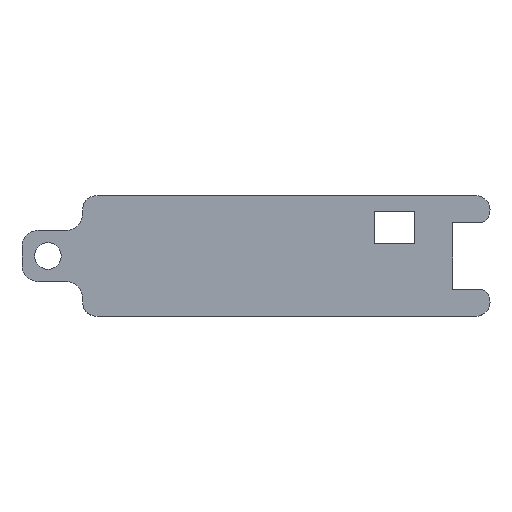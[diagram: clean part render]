
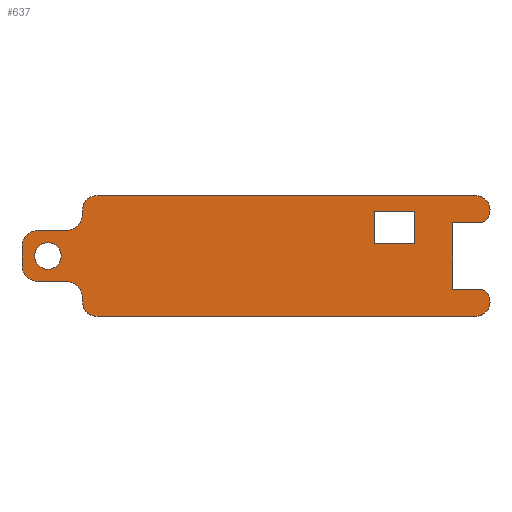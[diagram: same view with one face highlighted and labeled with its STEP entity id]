
A CAD part, top view. The second image highlights one B-rep face of the part: STEP entity #637.
In plain terms, the highlighted planar face has unit normal (0, 0, 1).
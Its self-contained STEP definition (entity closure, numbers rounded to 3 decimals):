
#28=FACE_BOUND('',#74,.T.);
#29=FACE_BOUND('',#75,.T.);
#36=FACE_OUTER_BOUND('',#73,.T.);
#73=EDGE_LOOP('',(#427,#428,#429,#430,#431,#432,#433,#434,#435,#436,#437,
#438,#439,#440,#441,#442,#443,#444));
#74=EDGE_LOOP('',(#445));
#75=EDGE_LOOP('',(#446,#447,#448,#449));
#118=LINE('',#964,#179);
#119=LINE('',#968,#180);
#120=LINE('',#972,#181);
#121=LINE('',#976,#182);
#122=LINE('',#978,#183);
#123=LINE('',#980,#184);
#124=LINE('',#984,#185);
#125=LINE('',#988,#186);
#126=LINE('',#992,#187);
#127=LINE('',#995,#188);
#128=LINE('',#1000,#189);
#129=LINE('',#1002,#190);
#130=LINE('',#1004,#191);
#131=LINE('',#1005,#192);
#179=VECTOR('',#763,10.);
#180=VECTOR('',#766,10.);
#181=VECTOR('',#769,10.);
#182=VECTOR('',#772,10.);
#183=VECTOR('',#773,10.);
#184=VECTOR('',#774,10.);
#185=VECTOR('',#777,10.);
#186=VECTOR('',#780,10.);
#187=VECTOR('',#783,10.);
#188=VECTOR('',#786,10.);
#189=VECTOR('',#789,10.);
#190=VECTOR('',#790,10.);
#191=VECTOR('',#791,10.);
#192=VECTOR('',#792,10.);
#240=CIRCLE('',#689,2.);
#241=CIRCLE('',#690,2.);
#242=CIRCLE('',#691,1.8);
#243=CIRCLE('',#692,1.8);
#244=CIRCLE('',#693,1.8);
#245=CIRCLE('',#694,1.8);
#246=CIRCLE('',#695,2.);
#247=CIRCLE('',#696,2.);
#248=CIRCLE('',#697,1.651);
#272=VERTEX_POINT('',#960);
#273=VERTEX_POINT('',#961);
#274=VERTEX_POINT('',#963);
#275=VERTEX_POINT('',#965);
#276=VERTEX_POINT('',#967);
#277=VERTEX_POINT('',#969);
#278=VERTEX_POINT('',#971);
#279=VERTEX_POINT('',#973);
#280=VERTEX_POINT('',#975);
#281=VERTEX_POINT('',#977);
#282=VERTEX_POINT('',#979);
#283=VERTEX_POINT('',#981);
#284=VERTEX_POINT('',#983);
#285=VERTEX_POINT('',#985);
#286=VERTEX_POINT('',#987);
#287=VERTEX_POINT('',#989);
#288=VERTEX_POINT('',#991);
#289=VERTEX_POINT('',#993);
#290=VERTEX_POINT('',#996);
#291=VERTEX_POINT('',#998);
#292=VERTEX_POINT('',#999);
#293=VERTEX_POINT('',#1001);
#294=VERTEX_POINT('',#1003);
#334=EDGE_CURVE('',#272,#273,#240,.T.);
#335=EDGE_CURVE('',#273,#274,#118,.T.);
#336=EDGE_CURVE('',#274,#275,#241,.T.);
#337=EDGE_CURVE('',#275,#276,#119,.T.);
#338=EDGE_CURVE('',#276,#277,#242,.T.);
#339=EDGE_CURVE('',#277,#278,#120,.T.);
#340=EDGE_CURVE('',#278,#279,#243,.T.);
#341=EDGE_CURVE('',#279,#280,#121,.T.);
#342=EDGE_CURVE('',#280,#281,#122,.T.);
#343=EDGE_CURVE('',#281,#282,#123,.T.);
#344=EDGE_CURVE('',#282,#283,#244,.T.);
#345=EDGE_CURVE('',#283,#284,#124,.T.);
#346=EDGE_CURVE('',#284,#285,#245,.T.);
#347=EDGE_CURVE('',#285,#286,#125,.T.);
#348=EDGE_CURVE('',#286,#287,#246,.T.);
#349=EDGE_CURVE('',#287,#288,#126,.T.);
#350=EDGE_CURVE('',#288,#289,#247,.T.);
#351=EDGE_CURVE('',#289,#272,#127,.T.);
#352=EDGE_CURVE('',#290,#290,#248,.T.);
#353=EDGE_CURVE('',#291,#292,#128,.T.);
#354=EDGE_CURVE('',#292,#293,#129,.T.);
#355=EDGE_CURVE('',#293,#294,#130,.T.);
#356=EDGE_CURVE('',#294,#291,#131,.T.);
#427=ORIENTED_EDGE('',*,*,#334,.T.);
#428=ORIENTED_EDGE('',*,*,#335,.T.);
#429=ORIENTED_EDGE('',*,*,#336,.T.);
#430=ORIENTED_EDGE('',*,*,#337,.T.);
#431=ORIENTED_EDGE('',*,*,#338,.T.);
#432=ORIENTED_EDGE('',*,*,#339,.T.);
#433=ORIENTED_EDGE('',*,*,#340,.T.);
#434=ORIENTED_EDGE('',*,*,#341,.T.);
#435=ORIENTED_EDGE('',*,*,#342,.T.);
#436=ORIENTED_EDGE('',*,*,#343,.T.);
#437=ORIENTED_EDGE('',*,*,#344,.T.);
#438=ORIENTED_EDGE('',*,*,#345,.T.);
#439=ORIENTED_EDGE('',*,*,#346,.T.);
#440=ORIENTED_EDGE('',*,*,#347,.T.);
#441=ORIENTED_EDGE('',*,*,#348,.T.);
#442=ORIENTED_EDGE('',*,*,#349,.T.);
#443=ORIENTED_EDGE('',*,*,#350,.T.);
#444=ORIENTED_EDGE('',*,*,#351,.T.);
#445=ORIENTED_EDGE('',*,*,#352,.T.);
#446=ORIENTED_EDGE('',*,*,#353,.T.);
#447=ORIENTED_EDGE('',*,*,#354,.T.);
#448=ORIENTED_EDGE('',*,*,#355,.T.);
#449=ORIENTED_EDGE('',*,*,#356,.T.);
#613=PLANE('',#688);
#637=ADVANCED_FACE('',(#36,#28,#29),#613,.T.);
#688=AXIS2_PLACEMENT_3D('',#959,#759,#760);
#689=AXIS2_PLACEMENT_3D('',#962,#761,#762);
#690=AXIS2_PLACEMENT_3D('',#966,#764,#765);
#691=AXIS2_PLACEMENT_3D('',#970,#767,#768);
#692=AXIS2_PLACEMENT_3D('',#974,#770,#771);
#693=AXIS2_PLACEMENT_3D('',#982,#775,#776);
#694=AXIS2_PLACEMENT_3D('',#986,#778,#779);
#695=AXIS2_PLACEMENT_3D('',#990,#781,#782);
#696=AXIS2_PLACEMENT_3D('',#994,#784,#785);
#697=AXIS2_PLACEMENT_3D('',#997,#787,#788);
#759=DIRECTION('center_axis',(0.,0.,
1.));
#760=DIRECTION('ref_axis',(-1.,0.,0.));
#761=DIRECTION('center_axis',(0.,0.,
1.));
#762=DIRECTION('ref_axis',(-0.707,-0.707,0.));
#763=DIRECTION('',(1.,0.,0.));
#764=DIRECTION('center_axis',(0.,0.,
-1.));
#765=DIRECTION('ref_axis',(0.707,0.707,0.));
#766=DIRECTION('',(0.,-1.,0.));
#767=DIRECTION('center_axis',(0.,0.,
1.));
#768=DIRECTION('ref_axis',(-1.,0.,0.));
#769=DIRECTION('',(1.,0.,0.));
#770=DIRECTION('center_axis',(0.,0.,
1.));
#771=DIRECTION('ref_axis',(-1.,0.,0.));
#772=DIRECTION('',(-1.,0.,0.));
#773=DIRECTION('',(0.,1.,0.));
#774=DIRECTION('',(1.,0.,0.));
#775=DIRECTION('center_axis',(0.,0.,
1.));
#776=DIRECTION('ref_axis',(-1.,0.,0.));
#777=DIRECTION('',(-1.,0.,0.));
#778=DIRECTION('center_axis',(0.,0.,
1.));
#779=DIRECTION('ref_axis',(-1.,0.,0.));
#780=DIRECTION('',(0.,-1.,0.));
#781=DIRECTION('center_axis',(0.,0.,
-1.));
#782=DIRECTION('ref_axis',(0.707,-0.707,0.));
#783=DIRECTION('',(-1.,0.,0.));
#784=DIRECTION('center_axis',(0.,0.,
1.));
#785=DIRECTION('ref_axis',(-0.707,0.707,0.));
#786=DIRECTION('',(0.,-1.,0.));
#787=DIRECTION('center_axis',(0.,0.,
-1.));
#788=DIRECTION('ref_axis',(-1.,0.,0.));
#789=DIRECTION('',(-1.,0.,0.));
#790=DIRECTION('',(0.,1.,0.));
#791=DIRECTION('',(1.,0.,0.));
#792=DIRECTION('',(0.,-1.,0.));
#959=CARTESIAN_POINT('Origin',(64.375,0.,-8.));
#960=CARTESIAN_POINT('',(31.561,-1.174,-8.));
#961=CARTESIAN_POINT('',(33.561,-3.174,-8.));
#962=CARTESIAN_POINT('Origin',(33.561,-1.174,-8.));
#963=CARTESIAN_POINT('',(37.075,-3.174,-8.));
#964=CARTESIAN_POINT('',(31.561,-3.174,-8.));
#965=CARTESIAN_POINT('',(39.075,-5.174,-8.));
#966=CARTESIAN_POINT('Origin',(37.075,-5.174,-8.));
#967=CARTESIAN_POINT('',(39.075,-5.7,-8.));
#968=CARTESIAN_POINT('',(39.075,-7.5,-8.));
#969=CARTESIAN_POINT('',(40.875,-7.5,-8.));
#970=CARTESIAN_POINT('Origin',(40.875,-5.7,-8.));
#971=CARTESIAN_POINT('',(87.875,-7.5,-8.));
#972=CARTESIAN_POINT('',(89.675,-7.5,-8.));
#973=CARTESIAN_POINT('',(88.801,-4.157,-8.));
#974=CARTESIAN_POINT('Origin',(87.875,-5.7,-8.));
#975=CARTESIAN_POINT('',(85.052,-4.157,-8.));
#976=CARTESIAN_POINT('',(85.052,-4.157,-8.));
#977=CARTESIAN_POINT('',(85.052,4.157,-8.));
#978=CARTESIAN_POINT('',(85.052,4.157,-8.));
#979=CARTESIAN_POINT('',(88.801,4.157,-8.));
#980=CARTESIAN_POINT('',(89.675,4.157,-8.));
#981=CARTESIAN_POINT('',(87.875,7.5,-8.));
#982=CARTESIAN_POINT('Origin',(87.875,5.7,-8.));
#983=CARTESIAN_POINT('',(40.875,7.5,-8.));
#984=CARTESIAN_POINT('',(39.075,7.5,-8.));
#985=CARTESIAN_POINT('',(39.075,5.7,-8.));
#986=CARTESIAN_POINT('Origin',(40.875,5.7,-8.));
#987=CARTESIAN_POINT('',(39.075,5.174,-8.));
#988=CARTESIAN_POINT('',(39.075,-7.5,-8.));
#989=CARTESIAN_POINT('',(37.075,3.174,-8.));
#990=CARTESIAN_POINT('Origin',(37.075,5.174,-8.));
#991=CARTESIAN_POINT('',(33.561,3.174,-8.));
#992=CARTESIAN_POINT('',(39.075,3.174,-8.));
#993=CARTESIAN_POINT('',(31.561,1.174,-8.));
#994=CARTESIAN_POINT('Origin',(33.561,1.174,-8.));
#995=CARTESIAN_POINT('',(31.561,3.174,-8.));
#996=CARTESIAN_POINT('',(36.423,0.,-8.));
#997=CARTESIAN_POINT('Origin',(34.772,0.,-8.));
#998=CARTESIAN_POINT('',(80.347,1.596,-8.));
#999=CARTESIAN_POINT('',(75.317,1.596,-8.));
#1000=CARTESIAN_POINT('',(80.347,1.596,-8.));
#1001=CARTESIAN_POINT('',(75.317,5.529,-8.));
#1002=CARTESIAN_POINT('',(75.317,1.596,-8.));
#1003=CARTESIAN_POINT('',(80.347,5.529,-8.));
#1004=CARTESIAN_POINT('',(75.317,5.529,-8.));
#1005=CARTESIAN_POINT('',(80.347,5.529,-8.));
